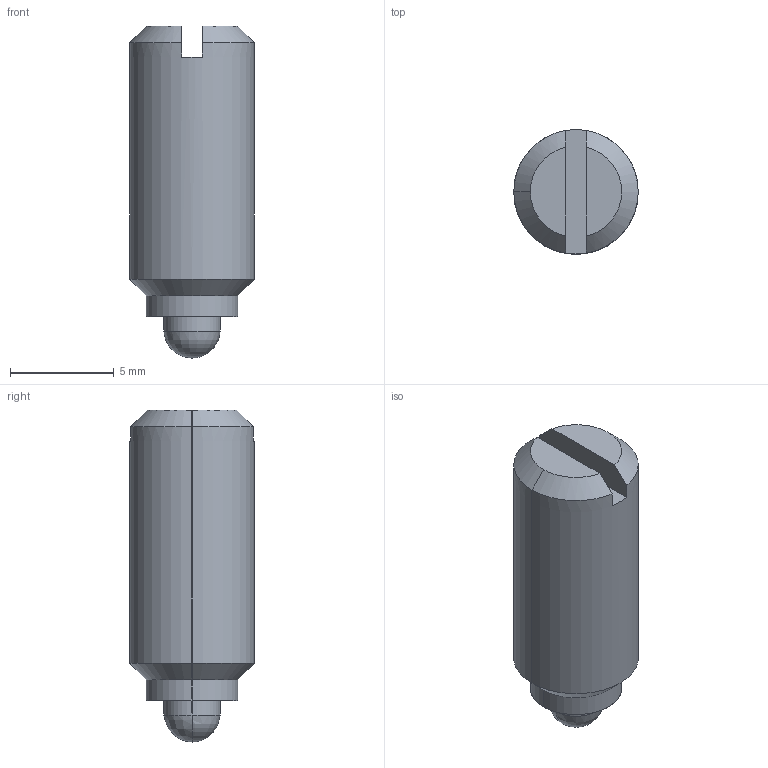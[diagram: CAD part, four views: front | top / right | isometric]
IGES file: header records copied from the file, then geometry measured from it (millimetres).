
Start section: SolidWorks IGES file using analytic representation for surfaces
Global section: file name: 070301_Positionsgeber LFP P01.IGS; native system: SolidWorks 2013; preprocessor: SolidWorks 2013; author: Thiel; date: 130716.111356; units: millimetre
Bounding box: 6 x 6 x 16 mm (x, y, z)
Surface area: 515.5 mm2 (no closed solid volume)
Topology: 0 solids, 0 shells, 26 faces, 321 edges, 319 vertices
Faces by surface type: revolution 17, bspline 9
